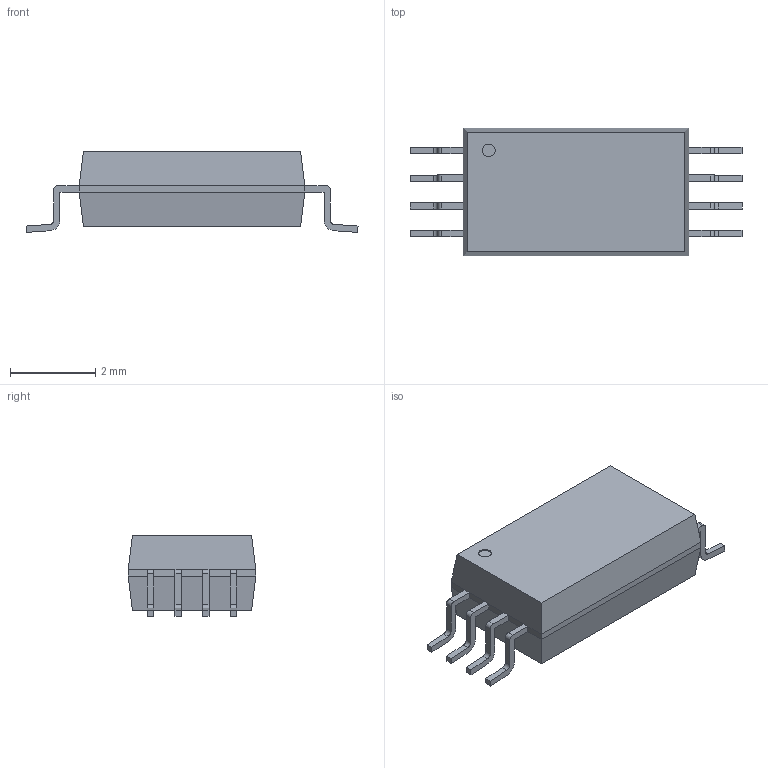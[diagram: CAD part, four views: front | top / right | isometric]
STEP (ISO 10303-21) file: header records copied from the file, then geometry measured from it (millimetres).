
FILE_DESCRIPTION(/* description */ (''),/* implementation_level */ '2;1');
FILE_NAME(/* name */ 'SSOP08.stp',/* time_stamp */ '2016-06-05T21:28:21-07:00',/* author */ ('victormp'),/* organization */ (''),/* preprocessor_version */ 'ST-DEVELOPER v16.5');
FILE_SCHEMA (('AUTOMOTIVE_DESIGN { 1 0 10303 214 3 1 1 }'));
Length unit declared in the file: millimetre
Products named in the file (1): SSOP08
Bounding box: 7.8 x 3 x 1.9 mm (x, y, z)
Volume: 26.9 mm3; surface area: 67.1 mm2
Topology: 1 solids, 1 shells, 120 faces, 311 edges, 194 vertices
Faces by surface type: plane 95, cylinder 25
Full cylindrical faces by diameter (mm): 0.3 x1
Entity records: 3750 total; most frequent: CARTESIAN_POINT 625, ORIENTED_EDGE 620, DIRECTION 602, EDGE_CURVE 310, LINE 260, VECTOR 260, VERTEX_POINT 194, AXIS2_PLACEMENT_3D 171
